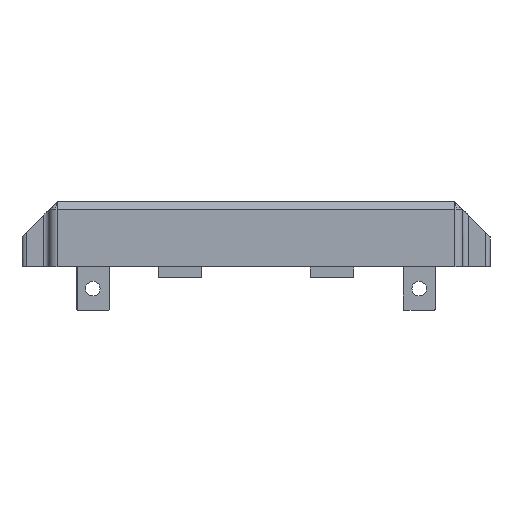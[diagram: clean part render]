
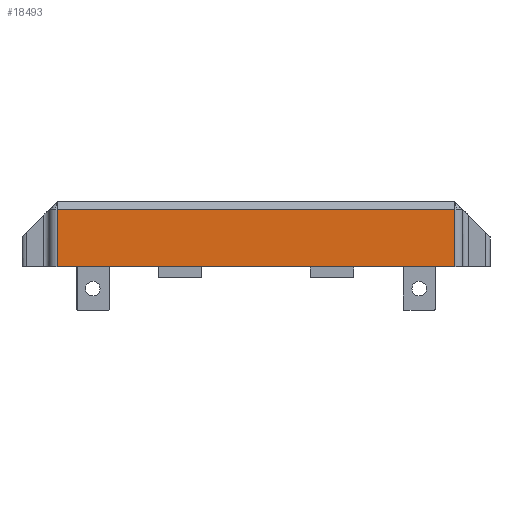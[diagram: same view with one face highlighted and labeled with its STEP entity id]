
A CAD part, left-side view. The second image highlights one B-rep face of the part: STEP entity #18493.
In plain terms, the highlighted planar face has unit normal (-1, 0, 0).
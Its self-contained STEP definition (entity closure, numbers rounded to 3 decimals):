
#32 = VERTEX_POINT ( 'NONE', #4807 ) ;
#539 = DIRECTION ( 'NONE',  ( 0., 0., -1. ) ) ;
#1799 = VERTEX_POINT ( 'NONE', #15906 ) ;
#2644 = CARTESIAN_POINT ( 'NONE',  ( -49.5, 36.5, 10.5 ) ) ;
#2735 = DIRECTION ( 'NONE',  ( 0., 1., 0. ) ) ;
#3170 = CARTESIAN_POINT ( 'NONE',  ( -49.5, 38., 12. ) ) ;
#3380 = VERTEX_POINT ( 'NONE', #10827 ) ;
#4807 = CARTESIAN_POINT ( 'NONE',  ( -49.5, -36.5, 0. ) ) ;
#5144 = DIRECTION ( 'NONE',  ( 0., 0., -1. ) ) ;
#5483 = VECTOR ( 'NONE', #2735, 1000. ) ;
#6002 = FACE_OUTER_BOUND ( 'NONE', #17358, .T. ) ;
#6031 = LINE ( 'NONE', #7554, #11300 ) ;
#6156 = VECTOR ( 'NONE', #5144, 1000. ) ;
#7554 = CARTESIAN_POINT ( 'NONE',  ( -49.5, 38., 0. ) ) ;
#7942 = EDGE_CURVE ( 'NONE', #3380, #32, #6031, .T. ) ;
#8099 = VECTOR ( 'NONE', #18401, 1000. ) ;
#8428 = EDGE_CURVE ( 'NONE', #1799, #8527, #12049, .T. ) ;
#8527 = VERTEX_POINT ( 'NONE', #10326 ) ;
#8630 = EDGE_CURVE ( 'NONE', #32, #1799, #11016, .T. ) ;
#9064 = AXIS2_PLACEMENT_3D ( 'NONE', #3170, #13990, #539 ) ;
#10326 = CARTESIAN_POINT ( 'NONE',  ( -49.5, 36.5, 10.5 ) ) ;
#10827 = CARTESIAN_POINT ( 'NONE',  ( -49.5, 36.5, 0. ) ) ;
#10854 = PLANE ( 'NONE',  #9064 ) ;
#11016 = LINE ( 'NONE', #12637, #8099 ) ;
#11300 = VECTOR ( 'NONE', #12508, 1000. ) ;
#11521 = ORIENTED_EDGE ( 'NONE', *, *, #8630, .T. ) ;
#12049 = LINE ( 'NONE', #2644, #5483 ) ;
#12508 = DIRECTION ( 'NONE',  ( 0., -1., 0. ) ) ;
#12637 = CARTESIAN_POINT ( 'NONE',  ( -49.5, -36.5, 12. ) ) ;
#12832 = LINE ( 'NONE', #15571, #6156 ) ;
#13990 = DIRECTION ( 'NONE',  ( 1., 0., 0. ) ) ;
#14666 = ORIENTED_EDGE ( 'NONE', *, *, #7942, .T. ) ;
#14968 = ORIENTED_EDGE ( 'NONE', *, *, #8428, .T. ) ;
#15571 = CARTESIAN_POINT ( 'NONE',  ( -49.5, 36.5, 12. ) ) ;
#15906 = CARTESIAN_POINT ( 'NONE',  ( -49.5, -36.5, 10.5 ) ) ;
#17358 = EDGE_LOOP ( 'NONE', ( #11521, #14968, #17830, #14666 ) ) ;
#17830 = ORIENTED_EDGE ( 'NONE', *, *, #19470, .T. ) ;
#18401 = DIRECTION ( 'NONE',  ( 0., 0., 1. ) ) ;
#18493 = ADVANCED_FACE ( 'NONE', ( #6002 ), #10854, .F. ) ;
#19470 = EDGE_CURVE ( 'NONE', #8527, #3380, #12832, .T. ) ;
